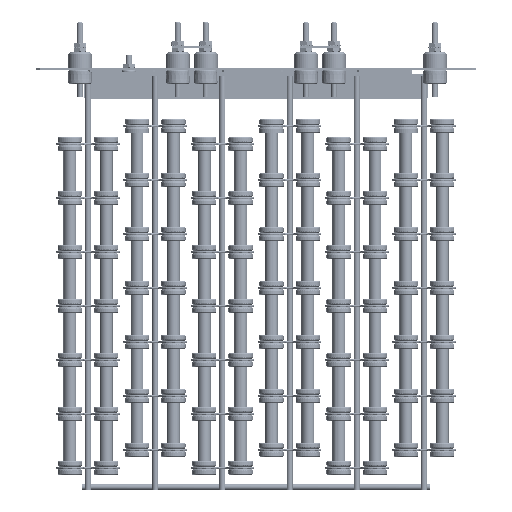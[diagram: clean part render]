
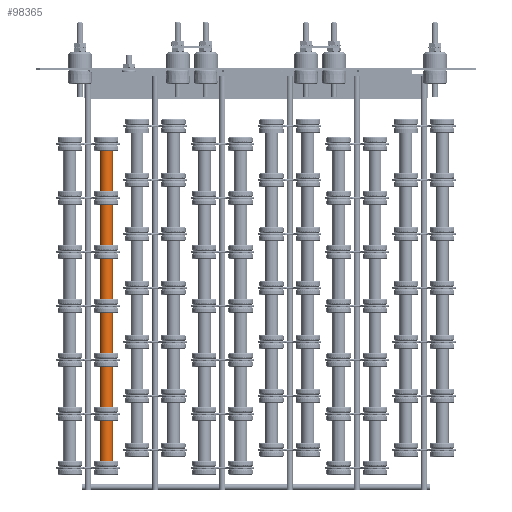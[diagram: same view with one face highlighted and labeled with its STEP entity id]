
A CAD part, front view. The second image highlights one B-rep face of the part: STEP entity #98365.
In plain terms, the highlighted cylindrical face has radius 5.08 mm (diameter 10.16 mm), a partial arc.
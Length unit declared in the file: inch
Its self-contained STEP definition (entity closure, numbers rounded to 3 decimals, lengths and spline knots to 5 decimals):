
#251 = DIRECTION ( 'NONE',  ( 0., 0., 1. ) ) ;
#5181 = VERTEX_POINT ( 'NONE', #53568 ) ;
#8513 = VECTOR ( 'NONE', #12401, 39.37008 ) ;
#10345 = EDGE_CURVE ( 'NONE', #5181, #79269, #60395, .T. ) ;
#12401 = DIRECTION ( 'NONE',  ( 0., 0., 1. ) ) ;
#20117 = VERTEX_POINT ( 'NONE', #173607 ) ;
#23183 = DIRECTION ( 'NONE',  ( 0., 0., 1. ) ) ;
#25231 = CIRCLE ( 'NONE', #129920, 0.2 ) ;
#30238 = DIRECTION ( 'NONE',  ( 0., 0., 1. ) ) ;
#32299 = EDGE_CURVE ( 'NONE', #5181, #20117, #81242, .T. ) ;
#38536 = FACE_OUTER_BOUND ( 'NONE', #104591, .T. ) ;
#40142 = CARTESIAN_POINT ( 'NONE',  ( 2.70312, -1.49475, -12.70372 ) ) ;
#46151 = EDGE_CURVE ( 'NONE', #79269, #58639, #114577, .T. ) ;
#49002 = ORIENTED_EDGE ( 'NONE', *, *, #46151, .T. ) ;
#53568 = CARTESIAN_POINT ( 'NONE',  ( 2.30312, -1.49475, -12.70372 ) ) ;
#58639 = VERTEX_POINT ( 'NONE', #148639 ) ;
#59164 = DIRECTION ( 'NONE',  ( 1., 0., 0. ) ) ;
#60395 = CIRCLE ( 'NONE', #144516, 0.2 ) ;
#67292 = AXIS2_PLACEMENT_3D ( 'NONE', #73660, #30238, #59164 ) ;
#73660 = CARTESIAN_POINT ( 'NONE',  ( 2.50312, -1.49475, -12.70372 ) ) ;
#79269 = VERTEX_POINT ( 'NONE', #40142 ) ;
#81242 = LINE ( 'NONE', #86523, #153502 ) ;
#83766 = CARTESIAN_POINT ( 'NONE',  ( 2.50312, -1.49475, -2.20372 ) ) ;
#84271 = CARTESIAN_POINT ( 'NONE',  ( 2.70312, -1.49475, -12.70372 ) ) ;
#86523 = CARTESIAN_POINT ( 'NONE',  ( 2.30312, -1.49475, -12.70372 ) ) ;
#98242 = DIRECTION ( 'NONE',  ( 1., 0., 0. ) ) ;
#98365 = ADVANCED_FACE ( 'NONE', ( #38536 ), #110719, .T. ) ;
#104591 = EDGE_LOOP ( 'NONE', ( #171095, #135695, #49002, #123406 ) ) ;
#109535 = CARTESIAN_POINT ( 'NONE',  ( 2.50312, -1.49475, -12.70372 ) ) ;
#110719 = CYLINDRICAL_SURFACE ( 'NONE', #67292, 0.2 ) ;
#114577 = LINE ( 'NONE', #84271, #8513 ) ;
#121427 = EDGE_CURVE ( 'NONE', #58639, #20117, #25231, .T. ) ;
#123406 = ORIENTED_EDGE ( 'NONE', *, *, #121427, .T. ) ;
#124059 = DIRECTION ( 'NONE',  ( 1., 0., 0. ) ) ;
#129920 = AXIS2_PLACEMENT_3D ( 'NONE', #83766, #184846, #98242 ) ;
#135695 = ORIENTED_EDGE ( 'NONE', *, *, #10345, .T. ) ;
#144516 = AXIS2_PLACEMENT_3D ( 'NONE', #109535, #23183, #124059 ) ;
#148639 = CARTESIAN_POINT ( 'NONE',  ( 2.70312, -1.49475, -2.20372 ) ) ;
#153502 = VECTOR ( 'NONE', #251, 39.37008 ) ;
#171095 = ORIENTED_EDGE ( 'NONE', *, *, #32299, .F. ) ;
#173607 = CARTESIAN_POINT ( 'NONE',  ( 2.30312, -1.49475, -2.20372 ) ) ;
#184846 = DIRECTION ( 'NONE',  ( 0., 0., -1. ) ) ;
